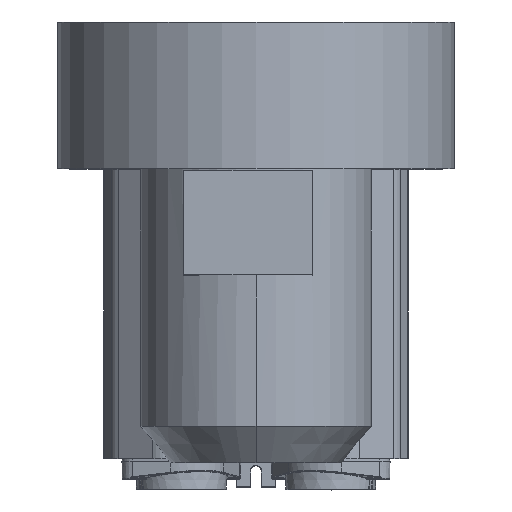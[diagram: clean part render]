
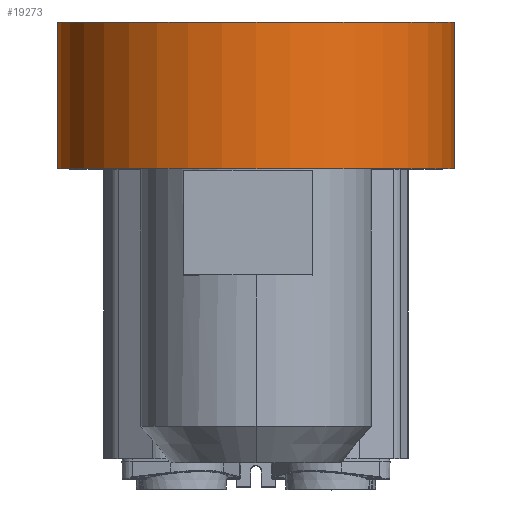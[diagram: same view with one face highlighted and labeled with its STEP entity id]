
A CAD part, top view. The second image highlights one B-rep face of the part: STEP entity #19273.
In plain terms, the highlighted cylindrical face has radius 275 mm (diameter 550 mm), a partial arc.
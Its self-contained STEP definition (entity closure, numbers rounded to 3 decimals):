
#6527=CARTESIAN_POINT('',(0.,-138.3,0.));
#6528=DIRECTION('',(0.,1.,0.));
#6529=DIRECTION('',(-1.,0.,0.));
#6530=AXIS2_PLACEMENT_3D('',#6527,#6528,#6529);
#6761=DIRECTION('',(0.,1.,0.));
#6762=VECTOR('',#6761,203.3);
#6763=CARTESIAN_POINT('',(275.,-138.3,0.));
#6764=LINE('',#6763,#6762);
#6770=CARTESIAN_POINT('',(0.,65.,0.));
#6771=DIRECTION('',(0.,-1.,0.));
#6772=DIRECTION('',(1.,0.,0.));
#6773=AXIS2_PLACEMENT_3D('',#6770,#6771,#6772);
#6805=DIRECTION('',(0.,1.,0.));
#6806=VECTOR('',#6805,203.3);
#6807=CARTESIAN_POINT('',(-275.,-138.3,0.));
#6808=LINE('',#6807,#6806);
#12989=CARTESIAN_POINT('',(-275.,-138.3,0.));
#12990=VERTEX_POINT('',#12989);
#12991=CARTESIAN_POINT('',(275.,-138.3,0.));
#12992=VERTEX_POINT('',#12991);
#13059=CARTESIAN_POINT('',(-275.,65.,0.));
#13060=CARTESIAN_POINT('',(275.,65.,0.));
#13061=VERTEX_POINT('',#13059);
#13062=VERTEX_POINT('',#13060);
#19262=CARTESIAN_POINT('',(0.,65.,0.));
#19263=DIRECTION('',(0.,1.,0.));
#19264=DIRECTION('',(-1.,0.,0.));
#19265=AXIS2_PLACEMENT_3D('',#19262,#19263,#19264);
#19266=CYLINDRICAL_SURFACE('',#19265,275.);
#19267=ORIENTED_EDGE('',*,*,#19239,.F.);
#19268=ORIENTED_EDGE('',*,*,#19228,.F.);
#19269=ORIENTED_EDGE('',*,*,#18988,.F.);
#19270=ORIENTED_EDGE('',*,*,#19176,.T.);
#19271=EDGE_LOOP('',(#19267,#19268,#19269,#19270));
#19272=FACE_OUTER_BOUND('',#19271,.F.);
#19273=ADVANCED_FACE('',(#19272),#19266,.T.);
#6531=CIRCLE('',#6530,275.);
#6774=CIRCLE('',#6773,275.);
#18988=EDGE_CURVE('',#12990,#12992,#6531,.T.);
#19176=EDGE_CURVE('',#12990,#13061,#6808,.T.);
#19228=EDGE_CURVE('',#12992,#13062,#6764,.T.);
#19239=EDGE_CURVE('',#13062,#13061,#6774,.T.);
